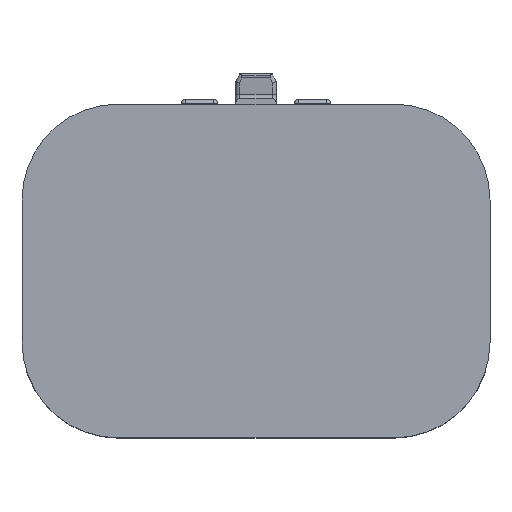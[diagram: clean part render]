
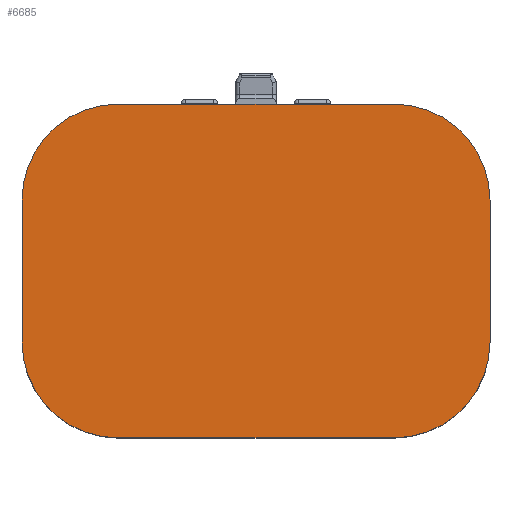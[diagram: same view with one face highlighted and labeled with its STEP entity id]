
A CAD part, top view. The second image highlights one B-rep face of the part: STEP entity #6685.
In plain terms, the highlighted planar face has unit normal (0, 0, 1).
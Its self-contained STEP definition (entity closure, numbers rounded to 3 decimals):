
#642=CARTESIAN_POINT('',(7.2,3.7,2.));
#643=DIRECTION('',(0.,0.,-1.));
#644=DIRECTION('',(0.,1.,0.));
#645=AXIS2_PLACEMENT_3D('',#642,#643,#644);
#647=DIRECTION('',(0.,-1.,0.));
#648=VECTOR('',#647,7.4);
#649=CARTESIAN_POINT('',(12.2,3.7,2.));
#650=LINE('',#649,#648);
#651=CARTESIAN_POINT('',(7.2,-3.7,2.));
#652=DIRECTION('',(0.,0.,-1.));
#653=DIRECTION('',(1.,0.,0.));
#654=AXIS2_PLACEMENT_3D('',#651,#652,#653);
#656=DIRECTION('',(-1.,0.,0.));
#657=VECTOR('',#656,14.4);
#658=CARTESIAN_POINT('',(7.2,-8.7,2.));
#659=LINE('',#658,#657);
#660=CARTESIAN_POINT('',(-7.2,-3.7,2.));
#661=DIRECTION('',(0.,0.,-1.));
#662=DIRECTION('',(0.,-1.,0.));
#663=AXIS2_PLACEMENT_3D('',#660,#661,#662);
#665=DIRECTION('',(0.,1.,0.));
#666=VECTOR('',#665,7.4);
#667=CARTESIAN_POINT('',(-12.2,-3.7,2.));
#668=LINE('',#667,#666);
#669=CARTESIAN_POINT('',(-7.2,3.7,2.));
#670=DIRECTION('',(0.,0.,-1.));
#671=DIRECTION('',(-1.,0.,0.));
#672=AXIS2_PLACEMENT_3D('',#669,#670,#671);
#674=DIRECTION('',(1.,0.,0.));
#675=VECTOR('',#674,14.4);
#676=CARTESIAN_POINT('',(-7.2,8.7,2.));
#677=LINE('',#676,#675);
#4847=CARTESIAN_POINT('',(7.2,8.7,2.));
#4848=CARTESIAN_POINT('',(12.2,3.7,2.));
#4849=VERTEX_POINT('',#4847);
#4850=VERTEX_POINT('',#4848);
#4851=CARTESIAN_POINT('',(12.2,-3.7,2.));
#4852=VERTEX_POINT('',#4851);
#4853=CARTESIAN_POINT('',(7.2,-8.7,2.));
#4854=VERTEX_POINT('',#4853);
#4855=CARTESIAN_POINT('',(-7.2,-8.7,2.));
#4856=VERTEX_POINT('',#4855);
#4857=CARTESIAN_POINT('',(-12.2,-3.7,2.));
#4858=VERTEX_POINT('',#4857);
#4859=CARTESIAN_POINT('',(-12.2,3.7,2.));
#4860=VERTEX_POINT('',#4859);
#4861=CARTESIAN_POINT('',(-7.2,8.7,2.));
#4862=VERTEX_POINT('',#4861);
#6670=CARTESIAN_POINT('',(0.,0.,2.));
#6671=DIRECTION('',(0.,0.,1.));
#6672=DIRECTION('',(1.,0.,0.));
#6673=AXIS2_PLACEMENT_3D('',#6670,#6671,#6672);
#6674=PLANE('',#6673);
#6675=ORIENTED_EDGE('',*,*,#6510,.T.);
#6676=ORIENTED_EDGE('',*,*,#6532,.T.);
#6677=ORIENTED_EDGE('',*,*,#6553,.T.);
#6678=ORIENTED_EDGE('',*,*,#6574,.T.);
#6679=ORIENTED_EDGE('',*,*,#6595,.T.);
#6680=ORIENTED_EDGE('',*,*,#6616,.T.);
#6681=ORIENTED_EDGE('',*,*,#6637,.T.);
#6682=ORIENTED_EDGE('',*,*,#6657,.T.);
#6683=EDGE_LOOP('',(#6675,#6676,#6677,#6678,#6679,#6680,#6681,#6682));
#6684=FACE_OUTER_BOUND('',#6683,.F.);
#646=CIRCLE('',#645,5.);
#655=CIRCLE('',#654,5.);
#664=CIRCLE('',#663,5.);
#673=CIRCLE('',#672,5.);
#6510=EDGE_CURVE('',#4849,#4850,#646,.T.);
#6532=EDGE_CURVE('',#4850,#4852,#650,.T.);
#6553=EDGE_CURVE('',#4852,#4854,#655,.T.);
#6574=EDGE_CURVE('',#4854,#4856,#659,.T.);
#6595=EDGE_CURVE('',#4856,#4858,#664,.T.);
#6616=EDGE_CURVE('',#4858,#4860,#668,.T.);
#6637=EDGE_CURVE('',#4860,#4862,#673,.T.);
#6657=EDGE_CURVE('',#4862,#4849,#677,.T.);
#6685=ADVANCED_FACE('',(#6684),#6674,.T.);
